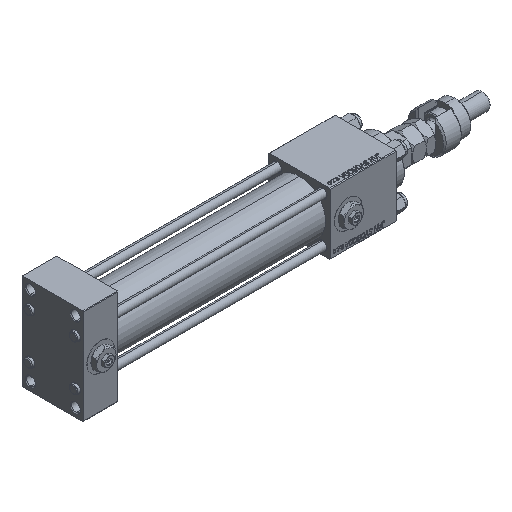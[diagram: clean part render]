
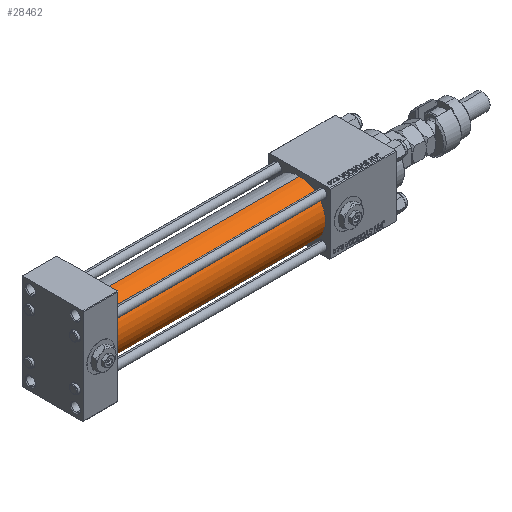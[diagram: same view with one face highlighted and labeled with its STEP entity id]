
A CAD part, isometric view. The second image highlights one B-rep face of the part: STEP entity #28462.
In plain terms, the highlighted cylindrical face has radius 19 mm (diameter 38 mm), a partial arc.
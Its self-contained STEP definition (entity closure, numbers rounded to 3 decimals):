
#340 = VECTOR ( 'NONE', #9854, 1000. ) ;
#998 = ORIENTED_EDGE ( 'NONE', *, *, #32395, .T. ) ;
#1181 = CARTESIAN_POINT ( 'NONE',  ( 180., 0., 19. ) ) ;
#1349 = FACE_OUTER_BOUND ( 'NONE', #52909, .T. ) ;
#5432 = EDGE_CURVE ( 'NONE', #19181, #6504, #14830, .T. ) ;
#5620 = CARTESIAN_POINT ( 'NONE',  ( 180., 0., 19. ) ) ;
#5696 = CARTESIAN_POINT ( 'NONE',  ( 180., 0., -19. ) ) ;
#6124 = CARTESIAN_POINT ( 'NONE',  ( 25., 0., 19. ) ) ;
#6145 = AXIS2_PLACEMENT_3D ( 'NONE', #44313, #35176, #52899 ) ;
#6504 = VERTEX_POINT ( 'NONE', #34630 ) ;
#9115 = DIRECTION ( 'NONE',  ( 0., 0., 1. ) ) ;
#9240 = DIRECTION ( 'NONE',  ( -1., 0., 0. ) ) ;
#9854 = DIRECTION ( 'NONE',  ( -1., 0., 0. ) ) ;
#13293 = AXIS2_PLACEMENT_3D ( 'NONE', #52046, #30705, #9115 ) ;
#13398 = LINE ( 'NONE', #5620, #29370 ) ;
#14830 = LINE ( 'NONE', #5696, #340 ) ;
#15910 = VERTEX_POINT ( 'NONE', #6124 ) ;
#19181 = VERTEX_POINT ( 'NONE', #20945 ) ;
#19416 = CIRCLE ( 'NONE', #6145, 19. ) ;
#20945 = CARTESIAN_POINT ( 'NONE',  ( 180., 0., -19. ) ) ;
#21788 = DIRECTION ( 'NONE',  ( 0., 0., -1. ) ) ;
#23249 = EDGE_CURVE ( 'NONE', #15910, #6504, #19416, .T. ) ;
#23461 = CIRCLE ( 'NONE', #44843, 19. ) ;
#28462 = ADVANCED_FACE ( 'NONE', ( #1349 ), #51773, .T. ) ;
#29370 = VECTOR ( 'NONE', #9240, 1000. ) ;
#30654 = ORIENTED_EDGE ( 'NONE', *, *, #5432, .F. ) ;
#30705 = DIRECTION ( 'NONE',  ( -1., 0., 0. ) ) ;
#32395 = EDGE_CURVE ( 'NONE', #48806, #15910, #13398, .T. ) ;
#34544 = DIRECTION ( 'NONE',  ( 1., 0., 0. ) ) ;
#34630 = CARTESIAN_POINT ( 'NONE',  ( 25., 0., -19. ) ) ;
#35176 = DIRECTION ( 'NONE',  ( 1., 0., 0. ) ) ;
#41865 = ORIENTED_EDGE ( 'NONE', *, *, #45614, .F. ) ;
#42872 = CARTESIAN_POINT ( 'NONE',  ( 180., 0., 0. ) ) ;
#44313 = CARTESIAN_POINT ( 'NONE',  ( 25., 0., 0. ) ) ;
#44843 = AXIS2_PLACEMENT_3D ( 'NONE', #42872, #34544, #21788 ) ;
#45614 = EDGE_CURVE ( 'NONE', #48806, #19181, #23461, .T. ) ;
#48806 = VERTEX_POINT ( 'NONE', #1181 ) ;
#51773 = CYLINDRICAL_SURFACE ( 'NONE', #13293, 19. ) ;
#52046 = CARTESIAN_POINT ( 'NONE',  ( 180., 0., 0. ) ) ;
#52899 = DIRECTION ( 'NONE',  ( 0., 0., 1. ) ) ;
#52909 = EDGE_LOOP ( 'NONE', ( #30654, #41865, #998, #53695 ) ) ;
#53695 = ORIENTED_EDGE ( 'NONE', *, *, #23249, .T. ) ;
